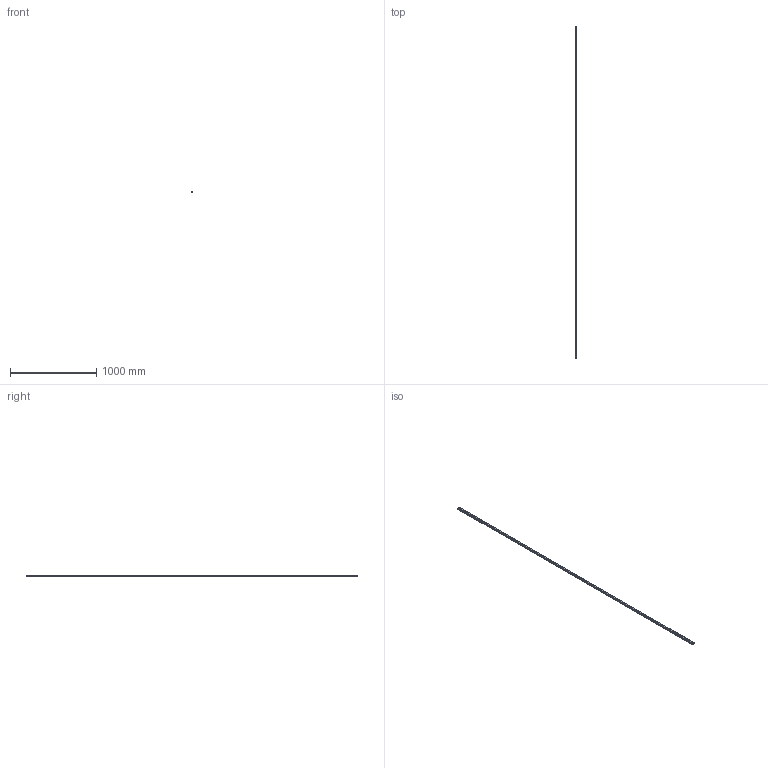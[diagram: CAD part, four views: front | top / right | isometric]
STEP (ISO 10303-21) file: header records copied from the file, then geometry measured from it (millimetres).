
FILE_DESCRIPTION(('STEP AP214'),'1');
FILE_NAME('cctmp_F1150683-AF72-4CB9-BC7F-CA28F0CBBC3B_2021_01_25_10_34_21_0787..stp','2021-01-25T09:34:22',('HIWIN GmbH'),('CADClick - www.CADClick.com'),'Spatial InterOp 3D',' ','unknown authorization');
FILE_SCHEMA(('AUTOMOTIVE_DESIGN'));
Length unit declared in the file: millimetre
Products named in the file (1): HGR25T3860C_FILE
Bounding box: 23 x 3860 x 22 mm (x, y, z)
Volume: 1668722.8 mm3; surface area: 366300.1 mm2
Topology: 1 solids, 1 shells, 566 faces, 1745 edges, 1055 vertices
Faces by surface type: plane 284, cylinder 152, cone 130
Entity records: 23335 total; most frequent: DIRECTION 3573, CARTESIAN_POINT 3237, ORIENTED_EDGE 3230, EDGE_CURVE 1615, AXIS2_PLACEMENT_3D 1391, VERTEX_POINT 1055, LINE 791, VECTOR 791
